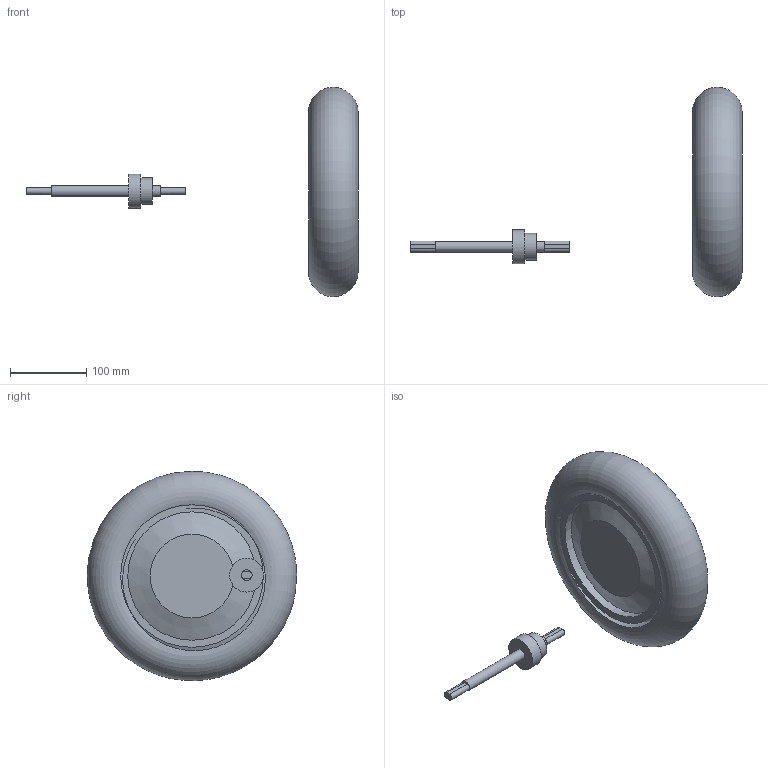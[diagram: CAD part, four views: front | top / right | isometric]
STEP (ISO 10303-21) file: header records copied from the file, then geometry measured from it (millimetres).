
FILE_DESCRIPTION(/* description */ (''),/* implementation_level */ '2;1');
FILE_NAME(/* name */ 'Radnabenmotor_Mani+Axle_v1.step',/* time_stamp */ '2025-03-29T15:18:43+01:00',/* author */ (''),/* organization */ (''),/* preprocessor_version */ 'ST-DEVELOPER v20.1',/* originating_system */ 'Autodesk Translation Framework v14.4.0.0',/* authorisation */ '');
FILE_SCHEMA (('AUTOMOTIVE_DESIGN { 1 0 10303 214 3 1 1 }'));
Length unit declared in the file: millimetre
Products named in the file (2): Radnabenmotor_Mani+Axle; Axle
Assembly tree (1 placements, depth 2):
  Radnabenmotor_Mani+Axle
    Axle
Bounding box: 435.99 x 274.99 x 274.9 mm (x, y, z)
Volume: 3229547.2 mm3; surface area: 275536.1 mm2
Topology: 4 solids, 4 shells, 40 faces, 80 edges, 51 vertices
Faces by surface type: plane 23, cylinder 14, cone 2, torus 1
Full cylindrical faces by diameter (mm): 14 x1, 35 x1, 44.5 x1, 110 x1, 168.619 x2, 187.206 x3, 210 x1
Entity records: 1203 total; most frequent: CARTESIAN_POINT 256, DIRECTION 206, ORIENTED_EDGE 160, AXIS2_PLACEMENT_3D 89, EDGE_CURVE 80, VERTEX_POINT 51, CIRCLE 46, EDGE_LOOP 45
